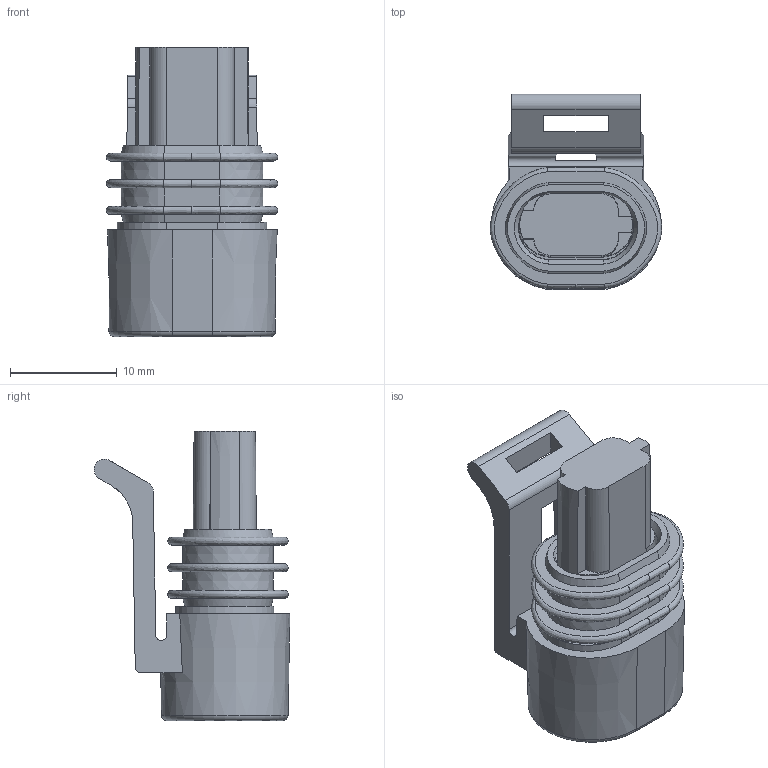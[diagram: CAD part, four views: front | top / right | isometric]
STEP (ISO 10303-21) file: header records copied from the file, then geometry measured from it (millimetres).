
FILE_DESCRIPTION(/* description */ (''),/* implementation_level */ '2;1');
FILE_NAME(/* name */ '12162199-ENV1103.stp',/* time_stamp */ '2019-07-31T18:15:36+06:00',/* author */ (''),/* organization */ (''),/* preprocessor_version */ 'ST-DEVELOPER v16',/* originating_system */ 'SIEMENS PLM Software NX 11.0',/* authorisation */ '');
FILE_SCHEMA (('AUTOMOTIVE_DESIGN { 1 0 10303 214 3 1 1 1 }'));
Length unit declared in the file: millimetre
Products named in the file (1): 12162199-ENV11_03-CONN
Bounding box: 16.07 x 18.34 x 27.1 mm (x, y, z)
Volume: 3331.9 mm3; surface area: 2680.6 mm2
Topology: 2 solids, 2 shells, 108 faces, 285 edges, 186 vertices
Faces by surface type: plane 59, bspline 29, cylinder 12, cone 6, torus 2
Entity records: 5041 total; most frequent: CARTESIAN_POINT 2566, ORIENTED_EDGE 570, DIRECTION 434, EDGE_CURVE 285, VERTEX_POINT 186, LINE 174, VECTOR 174, AXIS2_PLACEMENT_3D 130
